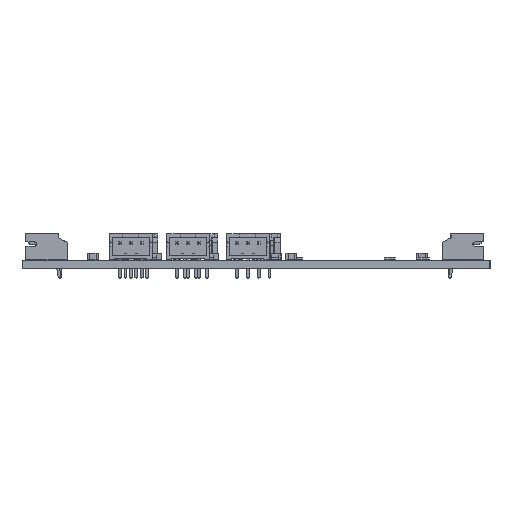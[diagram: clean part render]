
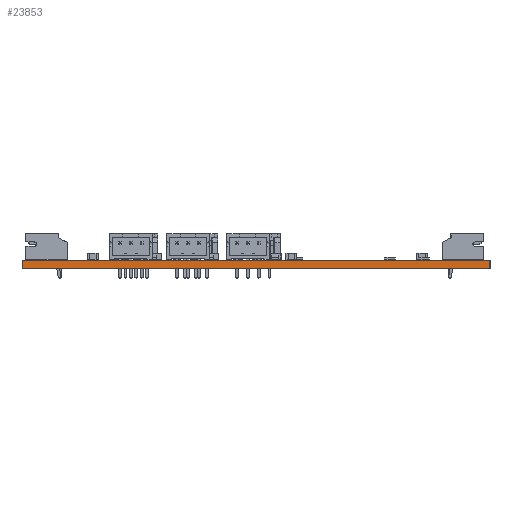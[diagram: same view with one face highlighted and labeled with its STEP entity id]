
A CAD part, left-side view. The second image highlights one B-rep face of the part: STEP entity #23853.
In plain terms, the highlighted planar face has unit normal (-1, 0, 0).
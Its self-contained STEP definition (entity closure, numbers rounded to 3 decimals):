
#23797 = VERTEX_POINT('',#23798);
#23798 = CARTESIAN_POINT('',(96.48,-138.94,1.6));
#23804 = EDGE_CURVE('',#23805,#23797,#23807,.T.);
#23805 = VERTEX_POINT('',#23806);
#23806 = CARTESIAN_POINT('',(96.48,-138.94,0.));
#23807 = LINE('',#23808,#23809);
#23808 = CARTESIAN_POINT('',(96.48,-138.94,0.));
#23809 = VECTOR('',#23810,1.);
#23810 = DIRECTION('',(0.,0.,1.));
#23853 = ADVANCED_FACE('',(#23854),#23879,.T.);
#23854 = FACE_BOUND('',#23855,.T.);
#23855 = EDGE_LOOP('',(#23856,#23857,#23865,#23873));
#23856 = ORIENTED_EDGE('',*,*,#23804,.T.);
#23857 = ORIENTED_EDGE('',*,*,#23858,.T.);
#23858 = EDGE_CURVE('',#23797,#23859,#23861,.T.);
#23859 = VERTEX_POINT('',#23860);
#23860 = CARTESIAN_POINT('',(96.48,-52.94,1.6));
#23861 = LINE('',#23862,#23863);
#23862 = CARTESIAN_POINT('',(96.48,-138.94,1.6));
#23863 = VECTOR('',#23864,1.);
#23864 = DIRECTION('',(0.,1.,0.));
#23865 = ORIENTED_EDGE('',*,*,#23866,.F.);
#23866 = EDGE_CURVE('',#23867,#23859,#23869,.T.);
#23867 = VERTEX_POINT('',#23868);
#23868 = CARTESIAN_POINT('',(96.48,-52.94,0.));
#23869 = LINE('',#23870,#23871);
#23870 = CARTESIAN_POINT('',(96.48,-52.94,0.));
#23871 = VECTOR('',#23872,1.);
#23872 = DIRECTION('',(0.,0.,1.));
#23873 = ORIENTED_EDGE('',*,*,#23874,.F.);
#23874 = EDGE_CURVE('',#23805,#23867,#23875,.T.);
#23875 = LINE('',#23876,#23877);
#23876 = CARTESIAN_POINT('',(96.48,-138.94,0.));
#23877 = VECTOR('',#23878,1.);
#23878 = DIRECTION('',(0.,1.,0.));
#23879 = PLANE('',#23880);
#23880 = AXIS2_PLACEMENT_3D('',#23881,#23882,#23883);
#23881 = CARTESIAN_POINT('',(96.48,-138.94,0.));
#23882 = DIRECTION('',(-1.,0.,0.));
#23883 = DIRECTION('',(0.,1.,0.));
